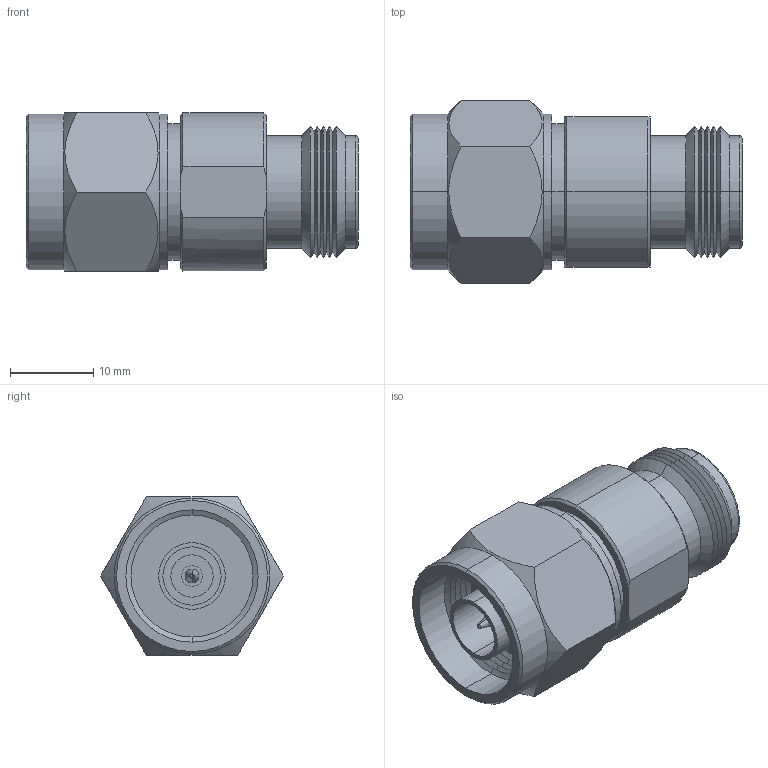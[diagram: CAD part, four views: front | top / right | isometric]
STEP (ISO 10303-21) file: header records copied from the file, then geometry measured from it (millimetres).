
FILE_DESCRIPTION (( 'STEP AP214' ), '1' );
FILE_NAME ('AXA-PNMNF.STEP', '2015-10-28T12:43:51', ( 'L-Com' ), ( 'L-Com Global Connectivity' ), 'SwSTEP 2.0', 'SolidWorks 2014', '' );
FILE_SCHEMA (( 'AUTOMOTIVE_DESIGN' ));
Length unit declared in the file: inch
Products named in the file (1): AXA-PNMNF
Bounding box: 39.82 x 21.94 x 19 mm (x, y, z)
Volume: 7828.8 mm3; surface area: 4606.7 mm2
Topology: 1 solids, 1 shells, 127 faces, 270 edges, 157 vertices
Faces by surface type: cone 68, cylinder 33, plane 22, sphere 2, torus 2
Entity records: 3545 total; most frequent: CARTESIAN_POINT 729, DIRECTION 635, ORIENTED_EDGE 536, EDGE_CURVE 268, AXIS2_PLACEMENT_3D 263, VERTEX_POINT 157, EDGE_LOOP 141, CIRCLE 135
